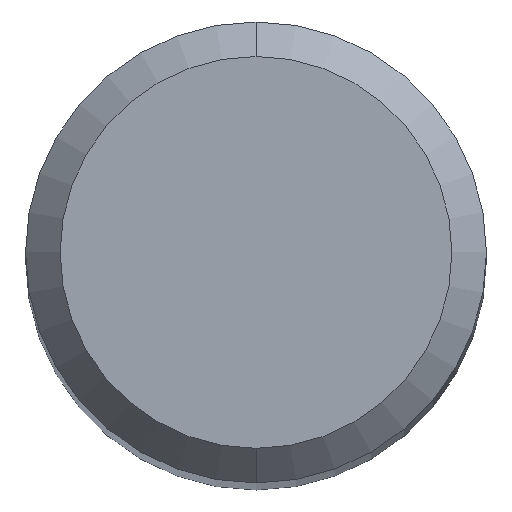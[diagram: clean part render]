
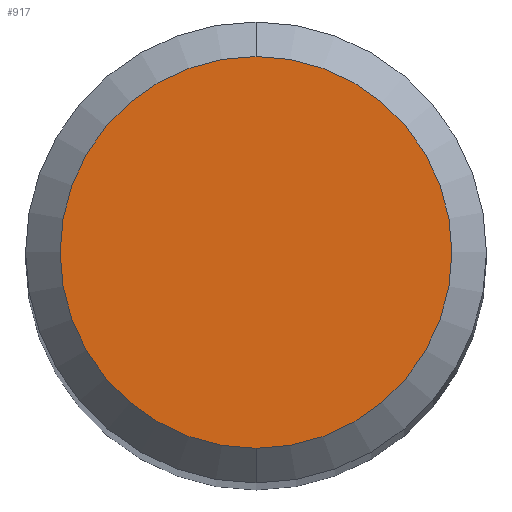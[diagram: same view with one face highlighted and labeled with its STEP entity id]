
A CAD part, top view. The second image highlights one B-rep face of the part: STEP entity #917.
In plain terms, the highlighted planar face has unit normal (0, 0, 1).
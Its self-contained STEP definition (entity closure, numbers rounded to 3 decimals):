
#537=EDGE_CURVE('',#1065,#755,#1393,.T.);
#755=VERTEX_POINT('',#1627);
#917=ADVANCED_FACE('',(#1807),#1808,.T.);
#1009=EDGE_CURVE('',#755,#1065,#1907,.T.);
#1065=VERTEX_POINT('',#1965);
#1393=CIRCLE('',#2571,1.7);
#1627=CARTESIAN_POINT('',(0.0,1.7,0.0));
#1807=FACE_OUTER_BOUND('',#3899,.T.);
#1808=PLANE('',#3900);
#1907=CIRCLE('',#4263,1.7);
#1965=CARTESIAN_POINT('',(0.,-1.7,0.0));
#2571=AXIS2_PLACEMENT_3D('',#6288,#6289,#6290);
#3899=EDGE_LOOP('',(#6800,#6801));
#3900=AXIS2_PLACEMENT_3D('',#6802,#6803,#6804);
#4263=AXIS2_PLACEMENT_3D('',#6893,#6894,#6895);
#6288=CARTESIAN_POINT('',(0.0,0.0,0.0));
#6289=DIRECTION('',(0.0,0.0,-1.0));
#6290=DIRECTION('',(0.0,1.0,0.0));
#6800=ORIENTED_EDGE('',*,*,#1009,.F.);
#6801=ORIENTED_EDGE('',*,*,#537,.F.);
#6802=CARTESIAN_POINT('',(0.0,0.85,0.0));
#6803=DIRECTION('',(-0.0,0.0,1.0));
#6804=DIRECTION('',(0.0,-1.0,0.0));
#6893=CARTESIAN_POINT('',(0.0,0.0,0.0));
#6894=DIRECTION('',(0.0,0.0,-1.0));
#6895=DIRECTION('',(0.0,1.0,0.0));
